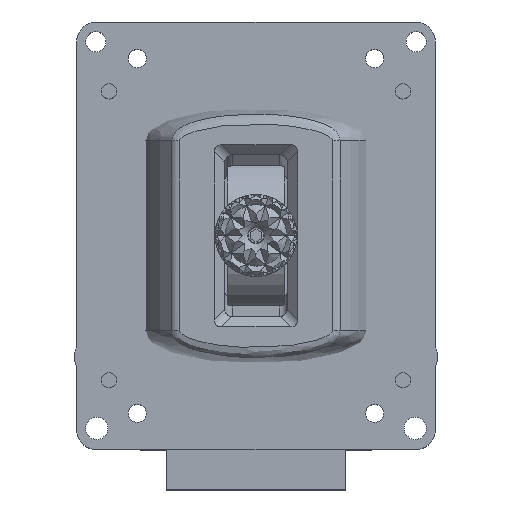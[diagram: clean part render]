
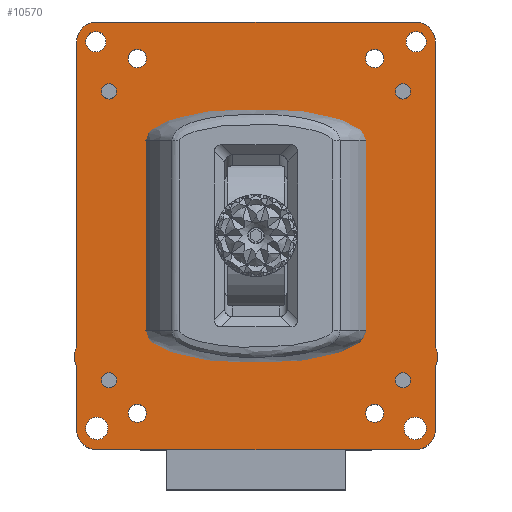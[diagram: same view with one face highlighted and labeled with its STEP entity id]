
A CAD part, top view. The second image highlights one B-rep face of the part: STEP entity #10570.
In plain terms, the highlighted planar face has unit normal (0, 0, 1).
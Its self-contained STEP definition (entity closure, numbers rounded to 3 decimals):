
#648=FACE_BOUND('',#2056,.T.);
#649=FACE_BOUND('',#2057,.T.);
#650=FACE_BOUND('',#2058,.T.);
#651=FACE_BOUND('',#2059,.T.);
#652=FACE_BOUND('',#2060,.T.);
#653=FACE_BOUND('',#2061,.T.);
#654=FACE_BOUND('',#2062,.T.);
#655=FACE_BOUND('',#2063,.T.);
#656=FACE_BOUND('',#2064,.T.);
#657=FACE_BOUND('',#2065,.T.);
#658=FACE_BOUND('',#2066,.T.);
#659=FACE_BOUND('',#2067,.T.);
#660=FACE_BOUND('',#2068,.T.);
#698=CIRCLE('',#11372,0.75);
#700=CIRCLE('',#11376,0.75);
#702=CIRCLE('',#11380,0.75);
#704=CIRCLE('',#11384,0.75);
#705=CIRCLE('',#11387,1.);
#707=CIRCLE('',#11390,1.1);
#709=CIRCLE('',#11393,1.);
#711=CIRCLE('',#11396,1.1);
#725=CIRCLE('',#11424,2.);
#726=CIRCLE('',#11426,2.);
#728=CIRCLE('',#11430,2.);
#729=CIRCLE('',#11433,2.);
#731=CIRCLE('',#11437,1.82);
#732=CIRCLE('',#11438,1.82);
#733=CIRCLE('',#11439,0.9);
#734=CIRCLE('',#11440,0.9);
#735=CIRCLE('',#11441,0.9);
#736=CIRCLE('',#11442,0.9);
#1121=PLANE('',#11436);
#1271=FACE_OUTER_BOUND('',#2055,.T.);
#2055=EDGE_LOOP('',(#7382,#7383,#7384,#7385,#7386,#7387,#7388,#7389,#7390,
#7391,#7392,#7393));
#2056=EDGE_LOOP('',(#7394));
#2057=EDGE_LOOP('',(#7395));
#2058=EDGE_LOOP('',(#7396));
#2059=EDGE_LOOP('',(#7397));
#2060=EDGE_LOOP('',(#7398));
#2061=EDGE_LOOP('',(#7399));
#2062=EDGE_LOOP('',(#7400));
#2063=EDGE_LOOP('',(#7401));
#2064=EDGE_LOOP('',(#7402,#7403,#7404,#7405));
#2065=EDGE_LOOP('',(#7406));
#2066=EDGE_LOOP('',(#7407));
#2067=EDGE_LOOP('',(#7408));
#2068=EDGE_LOOP('',(#7409));
#3680=LINE('',#17125,#3903);
#3684=LINE('',#17133,#3907);
#3687=LINE('',#17139,#3910);
#3690=LINE('',#17144,#3913);
#3697=LINE('',#17159,#3920);
#3703=LINE('',#17172,#3926);
#3709=LINE('',#17185,#3932);
#3714=LINE('',#17195,#3937);
#3727=LINE('',#17237,#3950);
#3730=LINE('',#17245,#3953);
#3903=VECTOR('',#12528,10.);
#3907=VECTOR('',#12534,10.);
#3910=VECTOR('',#12539,10.);
#3913=VECTOR('',#12544,10.);
#3920=VECTOR('',#12555,31.4);
#3926=VECTOR('',#12563,6.313);
#3932=VECTOR('',#12571,30.153);
#3937=VECTOR('',#12578,30.153);
#3950=VECTOR('',#12621,31.4);
#3953=VECTOR('',#12630,6.313);
#4309=VERTEX_POINT('',#17040);
#4311=VERTEX_POINT('',#17047);
#4313=VERTEX_POINT('',#17054);
#4315=VERTEX_POINT('',#17061);
#4316=VERTEX_POINT('',#17066);
#4318=VERTEX_POINT('',#17072);
#4320=VERTEX_POINT('',#17078);
#4322=VERTEX_POINT('',#17084);
#4340=VERTEX_POINT('',#17123);
#4341=VERTEX_POINT('',#17124);
#4344=VERTEX_POINT('',#17132);
#4346=VERTEX_POINT('',#17138);
#4352=VERTEX_POINT('',#17156);
#4353=VERTEX_POINT('',#17158);
#4358=VERTEX_POINT('',#17170);
#4359=VERTEX_POINT('',#17171);
#4364=VERTEX_POINT('',#17182);
#4365=VERTEX_POINT('',#17184);
#4367=VERTEX_POINT('',#17189);
#4369=VERTEX_POINT('',#17193);
#4380=VERTEX_POINT('',#17226);
#4383=VERTEX_POINT('',#17236);
#4384=VERTEX_POINT('',#17242);
#4385=VERTEX_POINT('',#17244);
#4388=VERTEX_POINT('',#17258);
#4389=VERTEX_POINT('',#17260);
#4390=VERTEX_POINT('',#17262);
#4391=VERTEX_POINT('',#17264);
#5342=EDGE_CURVE('',#4309,#4309,#698,.T.);
#5345=EDGE_CURVE('',#4311,#4311,#700,.T.);
#5348=EDGE_CURVE('',#4313,#4313,#702,.T.);
#5351=EDGE_CURVE('',#4315,#4315,#704,.T.);
#5352=EDGE_CURVE('',#4316,#4316,#705,.T.);
#5355=EDGE_CURVE('',#4318,#4318,#707,.T.);
#5358=EDGE_CURVE('',#4320,#4320,#709,.T.);
#5361=EDGE_CURVE('',#4322,#4322,#711,.T.);
#5380=EDGE_CURVE('',#4340,#4341,#3680,.T.);
#5384=EDGE_CURVE('',#4344,#4340,#3684,.T.);
#5387=EDGE_CURVE('',#4346,#4344,#3687,.T.);
#5390=EDGE_CURVE('',#4341,#4346,#3690,.T.);
#5397=EDGE_CURVE('',#4353,#4352,#3697,.T.);
#5403=EDGE_CURVE('',#4358,#4359,#3703,.T.);
#5409=EDGE_CURVE('',#4365,#4364,#3709,.T.);
#5414=EDGE_CURVE('',#4367,#4369,#3714,.T.);
#5429=EDGE_CURVE('',#4359,#4353,#725,.T.);
#5430=EDGE_CURVE('',#4380,#4365,#726,.T.);
#5436=EDGE_CURVE('',#4383,#4380,#3727,.T.);
#5438=EDGE_CURVE('',#4369,#4383,#728,.T.);
#5440=EDGE_CURVE('',#4385,#4384,#3730,.T.);
#5442=EDGE_CURVE('',#4352,#4385,#729,.T.);
#5446=EDGE_CURVE('',#4358,#4364,#731,.F.);
#5447=EDGE_CURVE('',#4384,#4367,#732,.T.);
#5448=EDGE_CURVE('',#4388,#4388,#733,.T.);
#5449=EDGE_CURVE('',#4389,#4389,#734,.T.);
#5450=EDGE_CURVE('',#4390,#4390,#735,.T.);
#5451=EDGE_CURVE('',#4391,#4391,#736,.T.);
#7382=ORIENTED_EDGE('',*,*,#5436,.T.);
#7383=ORIENTED_EDGE('',*,*,#5430,.T.);
#7384=ORIENTED_EDGE('',*,*,#5409,.T.);
#7385=ORIENTED_EDGE('',*,*,#5446,.F.);
#7386=ORIENTED_EDGE('',*,*,#5403,.T.);
#7387=ORIENTED_EDGE('',*,*,#5429,.T.);
#7388=ORIENTED_EDGE('',*,*,#5397,.T.);
#7389=ORIENTED_EDGE('',*,*,#5442,.T.);
#7390=ORIENTED_EDGE('',*,*,#5440,.T.);
#7391=ORIENTED_EDGE('',*,*,#5447,.T.);
#7392=ORIENTED_EDGE('',*,*,#5414,.T.);
#7393=ORIENTED_EDGE('',*,*,#5438,.T.);
#7394=ORIENTED_EDGE('',*,*,#5342,.T.);
#7395=ORIENTED_EDGE('',*,*,#5345,.T.);
#7396=ORIENTED_EDGE('',*,*,#5348,.T.);
#7397=ORIENTED_EDGE('',*,*,#5351,.T.);
#7398=ORIENTED_EDGE('',*,*,#5352,.T.);
#7399=ORIENTED_EDGE('',*,*,#5355,.T.);
#7400=ORIENTED_EDGE('',*,*,#5358,.T.);
#7401=ORIENTED_EDGE('',*,*,#5361,.T.);
#7402=ORIENTED_EDGE('',*,*,#5380,.T.);
#7403=ORIENTED_EDGE('',*,*,#5390,.T.);
#7404=ORIENTED_EDGE('',*,*,#5387,.T.);
#7405=ORIENTED_EDGE('',*,*,#5384,.T.);
#7406=ORIENTED_EDGE('',*,*,#5448,.F.);
#7407=ORIENTED_EDGE('',*,*,#5449,.F.);
#7408=ORIENTED_EDGE('',*,*,#5450,.F.);
#7409=ORIENTED_EDGE('',*,*,#5451,.F.);
#10570=ADVANCED_FACE('',(#1271,#648,#649,#650,#651,#652,#653,#654,#655,
#656,#657,#658,#659,#660),#1121,.F.);
#11372=AXIS2_PLACEMENT_3D('',#17042,#12443,#12444);
#11376=AXIS2_PLACEMENT_3D('',#17049,#12452,#12453);
#11380=AXIS2_PLACEMENT_3D('',#17056,#12461,#12462);
#11384=AXIS2_PLACEMENT_3D('',#17063,#12470,#12471);
#11387=AXIS2_PLACEMENT_3D('',#17067,#12476,#12477);
#11390=AXIS2_PLACEMENT_3D('',#17073,#12483,#12484);
#11393=AXIS2_PLACEMENT_3D('',#17079,#12490,#12491);
#11396=AXIS2_PLACEMENT_3D('',#17085,#12497,#12498);
#11424=AXIS2_PLACEMENT_3D('',#17224,#12607,#12608);
#11426=AXIS2_PLACEMENT_3D('',#17227,#12611,#12612);
#11430=AXIS2_PLACEMENT_3D('',#17240,#12625,#12626);
#11433=AXIS2_PLACEMENT_3D('',#17248,#12634,#12635);
#11436=AXIS2_PLACEMENT_3D('',#17255,#12642,#12643);
#11437=AXIS2_PLACEMENT_3D('',#17256,#12644,#12645);
#11438=AXIS2_PLACEMENT_3D('',#17257,#12646,#12647);
#11439=AXIS2_PLACEMENT_3D('',#17259,#12648,#12649);
#11440=AXIS2_PLACEMENT_3D('',#17261,#12650,#12651);
#11441=AXIS2_PLACEMENT_3D('',#17263,#12652,#12653);
#11442=AXIS2_PLACEMENT_3D('',#17265,#12654,#12655);
#12443=DIRECTION('center_axis',(0.,0.,-1.));
#12444=DIRECTION('ref_axis',(-1.,0.,0.));
#12452=DIRECTION('center_axis',(0.,0.,-1.));
#12453=DIRECTION('ref_axis',(-1.,0.,0.));
#12461=DIRECTION('center_axis',(0.,0.,-1.));
#12462=DIRECTION('ref_axis',(-1.,0.,0.));
#12470=DIRECTION('center_axis',(0.,0.,-1.));
#12471=DIRECTION('ref_axis',(-1.,0.,0.));
#12476=DIRECTION('center_axis',(0.,0.,-1.));
#12477=DIRECTION('ref_axis',(-1.,0.,0.));
#12483=DIRECTION('center_axis',(0.,0.,-1.));
#12484=DIRECTION('ref_axis',(-1.,0.,0.));
#12490=DIRECTION('center_axis',(0.,0.,-1.));
#12491=DIRECTION('ref_axis',(-1.,0.,0.));
#12497=DIRECTION('center_axis',(0.,0.,-1.));
#12498=DIRECTION('ref_axis',(-1.,0.,0.));
#12528=DIRECTION('',(-1.,0.,0.));
#12534=DIRECTION('',(0.,-1.,0.));
#12539=DIRECTION('',(1.,0.,0.));
#12544=DIRECTION('',(0.,1.,0.));
#12555=DIRECTION('',(1.,0.,0.));
#12563=DIRECTION('',(0.,-1.,0.));
#12571=DIRECTION('',(0.,-1.,0.));
#12578=DIRECTION('',(0.,1.,0.));
#12607=DIRECTION('center_axis',(0.,0.,1.));
#12608=DIRECTION('ref_axis',(-1.,0.,0.));
#12611=DIRECTION('center_axis',(0.,0.,1.));
#12612=DIRECTION('ref_axis',(1.,0.,0.));
#12621=DIRECTION('',(-1.,0.,0.));
#12625=DIRECTION('center_axis',(0.,0.,1.));
#12626=DIRECTION('ref_axis',(-1.,0.,0.));
#12630=DIRECTION('',(0.,1.,0.));
#12634=DIRECTION('center_axis',(0.,0.,1.));
#12635=DIRECTION('ref_axis',(-1.,0.,0.));
#12642=DIRECTION('center_axis',(0.,0.,-1.));
#12643=DIRECTION('ref_axis',(-1.,0.,0.));
#12644=DIRECTION('center_axis',(0.,0.,1.));
#12645=DIRECTION('ref_axis',(1.,0.,0.));
#12646=DIRECTION('center_axis',(0.,0.,1.));
#12647=DIRECTION('ref_axis',(1.,0.,0.));
#12648=DIRECTION('center_axis',(0.,0.,1.));
#12649=DIRECTION('ref_axis',(1.,0.,0.));
#12650=DIRECTION('center_axis',(0.,0.,1.));
#12651=DIRECTION('ref_axis',(1.,0.,0.));
#12652=DIRECTION('center_axis',(0.,0.,1.));
#12653=DIRECTION('ref_axis',(1.,0.,0.));
#12654=DIRECTION('center_axis',(0.,0.,1.));
#12655=DIRECTION('ref_axis',(1.,0.,0.));
#17040=CARTESIAN_POINT('',(-13.75,-14.25,0.));
#17042=CARTESIAN_POINT('Origin',(-14.5,-14.25,0.));
#17047=CARTESIAN_POINT('',(15.25,-14.25,0.));
#17049=CARTESIAN_POINT('Origin',(14.5,-14.25,0.));
#17054=CARTESIAN_POINT('',(15.25,14.25,0.));
#17056=CARTESIAN_POINT('Origin',(14.5,14.25,0.));
#17061=CARTESIAN_POINT('',(-13.75,14.25,0.));
#17063=CARTESIAN_POINT('Origin',(-14.5,14.25,0.));
#17066=CARTESIAN_POINT('',(-14.8,19.15,0.));
#17067=CARTESIAN_POINT('Origin',(-15.8,19.15,0.));
#17072=CARTESIAN_POINT('',(-14.605,-19.,0.));
#17073=CARTESIAN_POINT('Origin',(-15.705,-19.,0.));
#17078=CARTESIAN_POINT('',(16.8,19.15,0.));
#17079=CARTESIAN_POINT('Origin',(15.8,19.15,0.));
#17084=CARTESIAN_POINT('',(16.805,-19.,0.));
#17085=CARTESIAN_POINT('Origin',(15.705,-19.,0.));
#17123=CARTESIAN_POINT('',(3.993,-8.837,0.));
#17124=CARTESIAN_POINT('',(-3.993,-8.837,0.));
#17125=CARTESIAN_POINT('',(-5.853,-8.837,0.));
#17132=CARTESIAN_POINT('',(3.993,8.837,0.));
#17133=CARTESIAN_POINT('',(3.993,-5.131,0.));
#17138=CARTESIAN_POINT('',(-3.993,8.837,0.));
#17139=CARTESIAN_POINT('',(-9.847,8.837,0.));
#17144=CARTESIAN_POINT('',(-3.993,-13.969,0.));
#17156=CARTESIAN_POINT('',(15.7,-21.1,0.));
#17158=CARTESIAN_POINT('',(-15.7,-21.1,0.));
#17159=CARTESIAN_POINT('',(-15.7,-21.1,0.));
#17170=CARTESIAN_POINT('',(-17.7,-12.787,0.));
#17171=CARTESIAN_POINT('',(-17.7,-19.1,0.));
#17172=CARTESIAN_POINT('',(-17.7,-12.787,0.));
#17182=CARTESIAN_POINT('',(-17.7,-11.053,0.));
#17184=CARTESIAN_POINT('',(-17.7,19.1,0.));
#17185=CARTESIAN_POINT('',(-17.7,19.1,0.));
#17189=CARTESIAN_POINT('',(17.7,-11.053,0.));
#17193=CARTESIAN_POINT('',(17.7,19.1,0.));
#17195=CARTESIAN_POINT('',(17.7,-11.053,0.));
#17224=CARTESIAN_POINT('Origin',(-15.7,-19.1,0.));
#17226=CARTESIAN_POINT('',(-15.7,21.1,0.));
#17227=CARTESIAN_POINT('Origin',(-15.7,19.1,0.));
#17236=CARTESIAN_POINT('',(15.7,21.1,0.));
#17237=CARTESIAN_POINT('',(15.7,21.1,0.));
#17240=CARTESIAN_POINT('Origin',(15.7,19.1,0.));
#17242=CARTESIAN_POINT('',(17.7,-12.787,0.));
#17244=CARTESIAN_POINT('',(17.7,-19.1,0.));
#17245=CARTESIAN_POINT('',(17.7,-19.1,0.));
#17248=CARTESIAN_POINT('Origin',(15.7,-19.1,0.));
#17255=CARTESIAN_POINT('Origin',(-15.7,-19.1,0.));
#17256=CARTESIAN_POINT('Origin',(-16.1,-11.92,0.));
#17257=CARTESIAN_POINT('Origin',(16.1,-11.92,0.));
#17258=CARTESIAN_POINT('',(-12.605,17.5,0.));
#17259=CARTESIAN_POINT('Origin',(-11.705,17.5,0.));
#17260=CARTESIAN_POINT('',(10.805,17.5,0.));
#17261=CARTESIAN_POINT('Origin',(11.705,17.5,0.));
#17262=CARTESIAN_POINT('',(10.805,-17.5,0.));
#17263=CARTESIAN_POINT('Origin',(11.705,-17.5,0.));
#17264=CARTESIAN_POINT('',(-12.605,-17.5,0.));
#17265=CARTESIAN_POINT('Origin',(-11.705,-17.5,0.));
